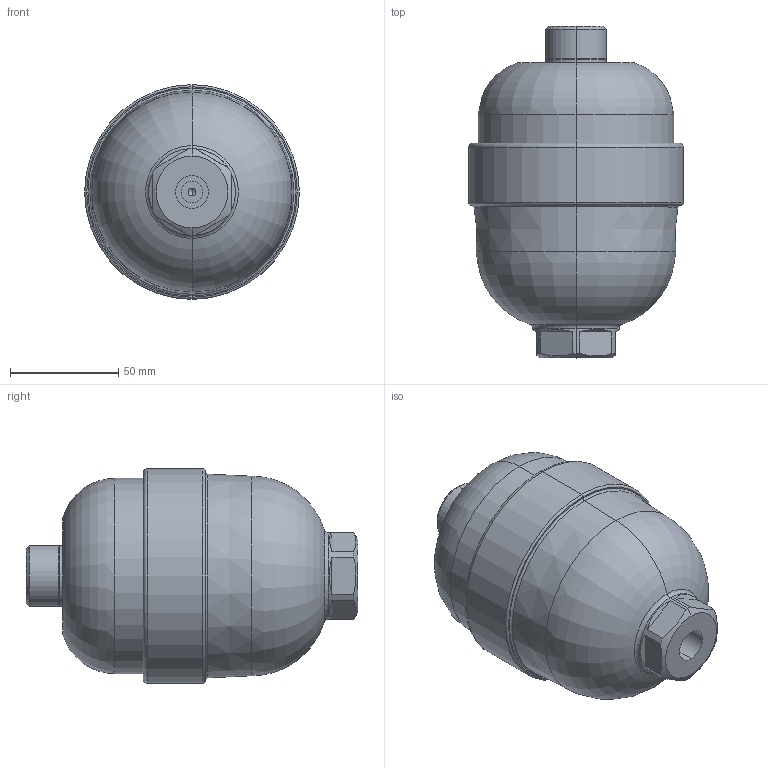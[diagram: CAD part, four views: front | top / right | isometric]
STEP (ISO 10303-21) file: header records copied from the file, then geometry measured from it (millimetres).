
FILE_DESCRIPTION (( 'STEP AP214' ), '1' );
FILE_NAME ('L.2.0,35.1.O.G3.STEP', '2022-07-20T11:52:19', ( '' ), ( '' ), 'SwSTEP 2.0', 'SolidWorks 2021', '' );
FILE_SCHEMA (( 'AUTOMOTIVE_DESIGN' ));
Length unit declared in the file: millimetre
Products named in the file (1): L.2.0,35.1.O.G3
Bounding box: 99 x 153 x 99 mm (x, y, z)
Volume: 376539.4 mm3; surface area: 95758.4 mm2
Topology: 5 solids, 5 shells, 169 faces, 350 edges, 206 vertices
Faces by surface type: cylinder 52, plane 49, torus 38, cone 28, sphere 2
Entity records: 6049 total; most frequent: DIRECTION 890, CARTESIAN_POINT 808, ORIENTED_EDGE 696, AXIS2_PLACEMENT_3D 384, EDGE_CURVE 348, CIRCLE 214, VERTEX_POINT 206, EDGE_LOOP 192
